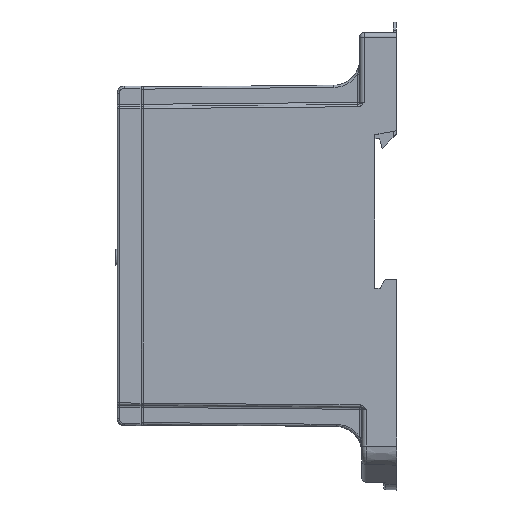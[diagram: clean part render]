
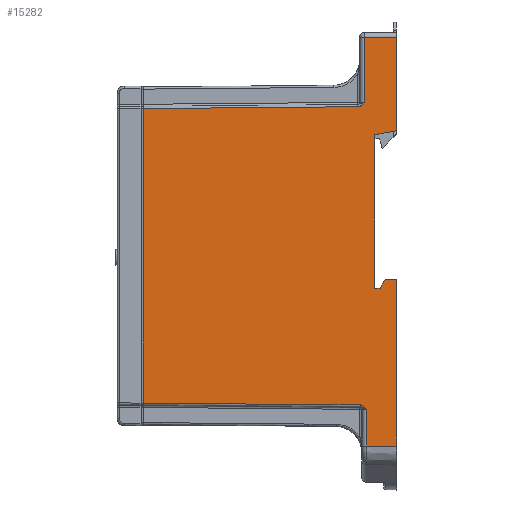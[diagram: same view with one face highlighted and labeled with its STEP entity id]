
A CAD part, left-side view. The second image highlights one B-rep face of the part: STEP entity #15282.
In plain terms, the highlighted planar face has unit normal (-1, 0.009, 0).
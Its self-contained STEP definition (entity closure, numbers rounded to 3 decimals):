
#1490=DIRECTION('',(0.,0.,1.));
#1491=VECTOR('',#1490,68.009);
#1492=CARTESIAN_POINT('',(-14.709,44.504,
-34.004));
#1493=LINE('',#1492,#1491);
#1494=DIRECTION('',(-0.009,-1.,0.009));
#1495=VECTOR('',#1494,49.594);
#1496=CARTESIAN_POINT('',(-14.709,44.504,34.004));
#1497=LINE('',#1496,#1495);
#1498=CARTESIAN_POINT('',(-15.142,-5.086,
34.437));
#1499=CARTESIAN_POINT('',(-15.143,-5.198,
34.438));
#1500=CARTESIAN_POINT('',(-15.145,-5.42,
34.472));
#1501=CARTESIAN_POINT('',(-15.148,-5.763,
34.631));
#1502=CARTESIAN_POINT('',(-15.151,-6.06,
34.881));
#1503=CARTESIAN_POINT('',(-15.152,-6.294,
35.165));
#1504=CARTESIAN_POINT('',(-15.154,-6.426,
35.356));
#1505=CARTESIAN_POINT('',(-15.154,-6.491,
35.449));
#1507=DIRECTION('',(0.,0.,-1.));
#1508=VECTOR('',#1507,15.051);
#1509=CARTESIAN_POINT('',(-15.154,-6.491,50.5));
#1510=LINE('',#1509,#1508);
#1511=DIRECTION('',(-0.009,-1.,0.));
#1512=VECTOR('',#1511,7.509);
#1513=CARTESIAN_POINT('',(-15.154,-6.491,50.5));
#1514=LINE('',#1513,#1512);
#1515=DIRECTION('',(0.,0.,-1.));
#1516=VECTOR('',#1515,21.618);
#1517=CARTESIAN_POINT('',(-15.22,-14.,50.5));
#1518=LINE('',#1517,#1516);
#1519=DIRECTION('',(-0.009,-0.985,0.174));
#1520=VECTOR('',#1519,5.077);
#1521=CARTESIAN_POINT('',(-15.176,-9.,28.));
#1522=LINE('',#1521,#1520);
#1523=DIRECTION('',(0.,0.,1.));
#1524=VECTOR('',#1523,35.5);
#1525=CARTESIAN_POINT('',(-15.176,-9.,-7.5));
#1526=LINE('',#1525,#1524);
#1527=DIRECTION('',(0.009,1.,0.));
#1528=VECTOR('',#1527,1.2);
#1529=CARTESIAN_POINT('',(-15.187,-10.2,-7.5));
#1530=LINE('',#1529,#1528);
#1531=DIRECTION('',(0.004,0.5,-0.866));
#1532=VECTOR('',#1531,2.309);
#1533=CARTESIAN_POINT('',(-15.197,-11.355,-5.5));
#1534=LINE('',#1533,#1532);
#1535=DIRECTION('',(0.009,1.,0.));
#1536=VECTOR('',#1535,2.645);
#1537=CARTESIAN_POINT('',(-15.22,-14.,-5.5));
#1538=LINE('',#1537,#1536);
#1539=DIRECTION('',(0.,0.,-1.));
#1540=VECTOR('',#1539,38.413);
#1541=CARTESIAN_POINT('',(-15.22,-14.,-5.5));
#1542=LINE('',#1541,#1540);
#1543=DIRECTION('',(0.009,1.,0.));
#1544=VECTOR('',#1543,7.009);
#1545=CARTESIAN_POINT('',(-15.22,-14.,-43.913));
#1546=LINE('',#1545,#1544);
#1547=DIRECTION('',(0.,0.,1.));
#1548=VECTOR('',#1547,8.46);
#1549=CARTESIAN_POINT('',(-15.159,-6.991,
-43.913));
#1550=LINE('',#1549,#1548);
#1551=CARTESIAN_POINT('',(-15.159,-6.991,
-35.454));
#1552=CARTESIAN_POINT('',(-15.158,-6.926,
-35.359));
#1553=CARTESIAN_POINT('',(-15.157,-6.797,
-35.173));
#1554=CARTESIAN_POINT('',(-15.155,-6.585,
-34.917));
#1555=CARTESIAN_POINT('',(-15.153,-6.354,
-34.708));
#1556=CARTESIAN_POINT('',(-15.151,-6.1,
-34.553));
#1557=CARTESIAN_POINT('',(-15.149,-5.836,
-34.461));
#1558=CARTESIAN_POINT('',(-15.147,-5.669,
-34.442));
#1559=CARTESIAN_POINT('',(-15.146,-5.586,
-34.441));
#1561=DIRECTION('',(0.009,1.,0.009));
#1562=VECTOR('',#1561,50.094);
#1563=CARTESIAN_POINT('',(-15.146,-5.586,
-34.441));
#1564=LINE('',#1563,#1562);
#3272=CARTESIAN_POINT('',(-15.159,-6.991,
-35.454));
#3340=CARTESIAN_POINT('',(-15.22,-14.,50.5));
#11320=CARTESIAN_POINT('',(-15.176,-9.,-7.5));
#11321=CARTESIAN_POINT('',(-15.176,-9.,28.));
#11322=VERTEX_POINT('',#11320);
#11323=VERTEX_POINT('',#11321);
#11324=CARTESIAN_POINT('',(-15.22,-14.,28.882));
#11325=VERTEX_POINT('',#11324);
#11344=CARTESIAN_POINT('',(-15.22,-14.,-5.5));
#11345=CARTESIAN_POINT('',(-15.22,-14.,-43.913));
#11346=VERTEX_POINT('',#11344);
#11347=VERTEX_POINT('',#11345);
#11348=CARTESIAN_POINT('',(-15.197,-11.355,-5.5));
#11349=VERTEX_POINT('',#11348);
#11350=CARTESIAN_POINT('',(-15.187,-10.2,-7.5));
#11351=VERTEX_POINT('',#11350);
#11811=CARTESIAN_POINT('',(-15.159,-6.991,
-43.913));
#11813=VERTEX_POINT('',#11811);
#11823=VERTEX_POINT('',#3340);
#11824=CARTESIAN_POINT('',(-15.154,-6.491,50.5));
#11825=VERTEX_POINT('',#11824);
#11909=VERTEX_POINT('',#3272);
#11911=VERTEX_POINT('',#1559);
#11914=CARTESIAN_POINT('',(-15.154,-6.491,
35.449));
#11915=VERTEX_POINT('',#11914);
#11918=VERTEX_POINT('',#1498);
#12331=CARTESIAN_POINT('',(-14.709,44.504,
-34.004));
#12332=VERTEX_POINT('',#12331);
#12335=CARTESIAN_POINT('',(-14.709,44.504,
34.004));
#12336=VERTEX_POINT('',#12335);
#15244=CARTESIAN_POINT('',(-15.15,-6.,-45.409));
#15245=DIRECTION('',(-1.,0.009,0.));
#15246=DIRECTION('',(0.,0.,1.));
#15247=AXIS2_PLACEMENT_3D('',#15244,#15245,#15246);
#15248=PLANE('',#15247);
#15250=ORIENTED_EDGE('',*,*,#15249,.T.);
#15252=ORIENTED_EDGE('',*,*,#15251,.T.);
#15254=ORIENTED_EDGE('',*,*,#15253,.T.);
#15256=ORIENTED_EDGE('',*,*,#15255,.F.);
#15258=ORIENTED_EDGE('',*,*,#15257,.T.);
#15260=ORIENTED_EDGE('',*,*,#15259,.T.);
#15262=ORIENTED_EDGE('',*,*,#15261,.F.);
#15264=ORIENTED_EDGE('',*,*,#15263,.F.);
#15266=ORIENTED_EDGE('',*,*,#15265,.F.);
#15268=ORIENTED_EDGE('',*,*,#15267,.F.);
#15270=ORIENTED_EDGE('',*,*,#15269,.F.);
#15272=ORIENTED_EDGE('',*,*,#15271,.T.);
#15274=ORIENTED_EDGE('',*,*,#15273,.T.);
#15276=ORIENTED_EDGE('',*,*,#15275,.T.);
#15278=ORIENTED_EDGE('',*,*,#15277,.T.);
#15279=ORIENTED_EDGE('',*,*,#15235,.T.);
#15280=EDGE_LOOP('',(#15250,#15252,#15254,#15256,#15258,#15260,#15262,#15264,
#15266,#15268,#15270,#15272,#15274,#15276,#15278,#15279));
#15281=FACE_OUTER_BOUND('',#15280,.F.);
#15282=ADVANCED_FACE('',(#15281),#15248,.T.);
#1506=B_SPLINE_CURVE_WITH_KNOTS('',3,(#1498,#1499,#1500,#1501,#1502,#1503,#1504,
#1505),.UNSPECIFIED.,.F.,.F.,(4,1,1,1,1,4),(0.,0.2,0.4,0.6,0.8,1.),
.UNSPECIFIED.);
#1560=B_SPLINE_CURVE_WITH_KNOTS('',3,(#1551,#1552,#1553,#1554,#1555,#1556,#1557,
#1558,#1559),.UNSPECIFIED.,.F.,.F.,(4,1,1,1,1,1,4),(0.,0.167,
0.333,0.5,0.667,0.833,1.),
.UNSPECIFIED.);
#15235=EDGE_CURVE('',#11911,#12332,#1564,.T.);
#15249=EDGE_CURVE('',#12332,#12336,#1493,.T.);
#15251=EDGE_CURVE('',#12336,#11918,#1497,.T.);
#15253=EDGE_CURVE('',#11918,#11915,#1506,.T.);
#15255=EDGE_CURVE('',#11825,#11915,#1510,.T.);
#15257=EDGE_CURVE('',#11825,#11823,#1514,.T.);
#15259=EDGE_CURVE('',#11823,#11325,#1518,.T.);
#15261=EDGE_CURVE('',#11323,#11325,#1522,.T.);
#15263=EDGE_CURVE('',#11322,#11323,#1526,.T.);
#15265=EDGE_CURVE('',#11351,#11322,#1530,.T.);
#15267=EDGE_CURVE('',#11349,#11351,#1534,.T.);
#15269=EDGE_CURVE('',#11346,#11349,#1538,.T.);
#15271=EDGE_CURVE('',#11346,#11347,#1542,.T.);
#15273=EDGE_CURVE('',#11347,#11813,#1546,.T.);
#15275=EDGE_CURVE('',#11813,#11909,#1550,.T.);
#15277=EDGE_CURVE('',#11909,#11911,#1560,.T.);
